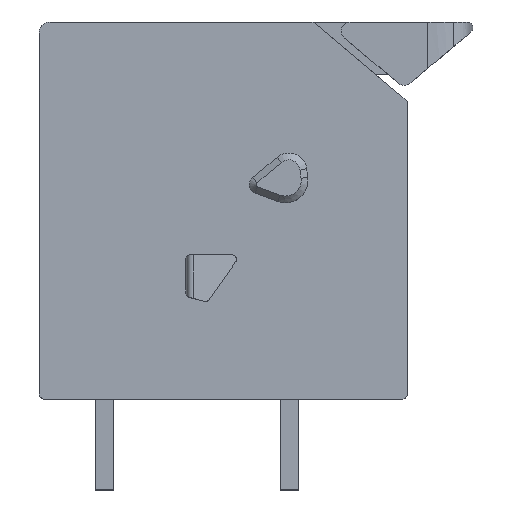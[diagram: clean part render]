
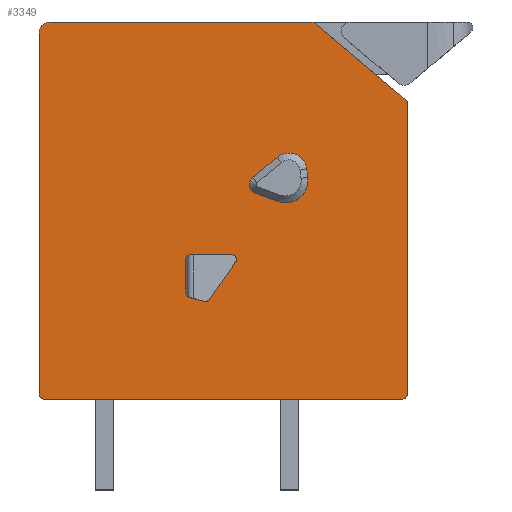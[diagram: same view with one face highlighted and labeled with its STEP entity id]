
A CAD part, top view. The second image highlights one B-rep face of the part: STEP entity #3349.
In plain terms, the highlighted planar face has unit normal (0, 0, 1).
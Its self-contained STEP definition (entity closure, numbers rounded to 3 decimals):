
#54=CIRCLE('',#3515,0.2);
#55=CIRCLE('',#3519,0.2);
#57=CIRCLE('',#3523,0.3);
#58=CIRCLE('',#3524,0.3);
#59=CIRCLE('',#3525,0.3);
#60=CIRCLE('',#3526,0.5);
#61=CIRCLE('',#3527,0.3);
#62=CIRCLE('',#3528,0.2);
#63=CIRCLE('',#3529,0.2);
#64=CIRCLE('',#3530,0.4);
#65=CIRCLE('',#3531,0.8);
#66=CIRCLE('',#3532,1.);
#211=LINE('',#4559,#455);
#240=LINE('',#4654,#484);
#244=LINE('',#4666,#488);
#248=LINE('',#4678,#492);
#250=LINE('',#4684,#494);
#251=LINE('',#4690,#495);
#252=LINE('',#4694,#496);
#253=LINE('',#4698,#497);
#254=LINE('',#4701,#498);
#255=LINE('',#4709,#499);
#256=LINE('',#4713,#500);
#257=LINE('',#4717,#501);
#455=VECTOR('',#3790,1000.);
#484=VECTOR('',#3843,1000.);
#488=VECTOR('',#3855,1000.);
#492=VECTOR('',#3867,1000.);
#494=VECTOR('',#3873,1000.);
#495=VECTOR('',#3878,1000.);
#496=VECTOR('',#3881,1000.);
#497=VECTOR('',#3884,1000.);
#498=VECTOR('',#3887,1000.);
#499=VECTOR('',#3894,1000.);
#500=VECTOR('',#3897,1000.);
#501=VECTOR('',#3900,1000.);
#786=ORIENTED_EDGE('',*,*,#1506,.T.);
#787=ORIENTED_EDGE('',*,*,#1507,.T.);
#788=ORIENTED_EDGE('',*,*,#1449,.T.);
#789=ORIENTED_EDGE('',*,*,#1508,.T.);
#790=ORIENTED_EDGE('',*,*,#1509,.T.);
#791=ORIENTED_EDGE('',*,*,#1510,.T.);
#792=ORIENTED_EDGE('',*,*,#1511,.T.);
#793=ORIENTED_EDGE('',*,*,#1512,.T.);
#794=ORIENTED_EDGE('',*,*,#1513,.T.);
#795=ORIENTED_EDGE('',*,*,#1514,.T.);
#796=ORIENTED_EDGE('',*,*,#1515,.F.);
#797=ORIENTED_EDGE('',*,*,#1516,.F.);
#798=ORIENTED_EDGE('',*,*,#1503,.F.);
#799=ORIENTED_EDGE('',*,*,#1500,.F.);
#800=ORIENTED_EDGE('',*,*,#1497,.F.);
#801=ORIENTED_EDGE('',*,*,#1494,.F.);
#802=ORIENTED_EDGE('',*,*,#1491,.F.);
#803=ORIENTED_EDGE('',*,*,#1517,.F.);
#804=ORIENTED_EDGE('',*,*,#1518,.F.);
#805=ORIENTED_EDGE('',*,*,#1519,.F.);
#806=ORIENTED_EDGE('',*,*,#1520,.F.);
#807=ORIENTED_EDGE('',*,*,#1521,.F.);
#808=ORIENTED_EDGE('',*,*,#1522,.F.);
#809=ORIENTED_EDGE('',*,*,#1523,.F.);
#1449=EDGE_CURVE('',#1805,#1808,#211,.T.);
#1491=EDGE_CURVE('',#1850,#1851,#240,.T.);
#1494=EDGE_CURVE('',#1851,#1853,#54,.T.);
#1497=EDGE_CURVE('',#1853,#1855,#244,.T.);
#1500=EDGE_CURVE('',#1855,#1857,#55,.T.);
#1503=EDGE_CURVE('',#1857,#1859,#248,.T.);
#1506=EDGE_CURVE('',#1861,#1862,#250,.T.);
#1507=EDGE_CURVE('',#1862,#1805,#57,.T.);
#1508=EDGE_CURVE('',#1808,#1863,#58,.T.);
#1509=EDGE_CURVE('',#1863,#1864,#251,.T.);
#1510=EDGE_CURVE('',#1864,#1865,#59,.T.);
#1511=EDGE_CURVE('',#1865,#1866,#252,.T.);
#1512=EDGE_CURVE('',#1866,#1867,#60,.T.);
#1513=EDGE_CURVE('',#1867,#1868,#253,.T.);
#1514=EDGE_CURVE('',#1868,#1861,#61,.T.);
#1515=EDGE_CURVE('',#1869,#1870,#254,.T.);
#1516=EDGE_CURVE('',#1859,#1869,#62,.T.);
#1517=EDGE_CURVE('',#1870,#1850,#63,.T.);
#1518=EDGE_CURVE('',#1871,#1872,#64,.T.);
#1519=EDGE_CURVE('',#1873,#1871,#255,.T.);
#1520=EDGE_CURVE('',#1874,#1873,#65,.T.);
#1521=EDGE_CURVE('',#1875,#1874,#256,.T.);
#1522=EDGE_CURVE('',#1876,#1875,#66,.T.);
#1523=EDGE_CURVE('',#1872,#1876,#257,.T.);
#1805=VERTEX_POINT('',#4553);
#1808=VERTEX_POINT('',#4558);
#1850=VERTEX_POINT('',#4653);
#1851=VERTEX_POINT('',#4655);
#1853=VERTEX_POINT('',#4661);
#1855=VERTEX_POINT('',#4667);
#1857=VERTEX_POINT('',#4673);
#1859=VERTEX_POINT('',#4679);
#1861=VERTEX_POINT('',#4685);
#1862=VERTEX_POINT('',#4686);
#1863=VERTEX_POINT('',#4689);
#1864=VERTEX_POINT('',#4691);
#1865=VERTEX_POINT('',#4693);
#1866=VERTEX_POINT('',#4695);
#1867=VERTEX_POINT('',#4697);
#1868=VERTEX_POINT('',#4699);
#1869=VERTEX_POINT('',#4702);
#1870=VERTEX_POINT('',#4703);
#1871=VERTEX_POINT('',#4707);
#1872=VERTEX_POINT('',#4708);
#1873=VERTEX_POINT('',#4710);
#1874=VERTEX_POINT('',#4712);
#1875=VERTEX_POINT('',#4714);
#1876=VERTEX_POINT('',#4716);
#2029=EDGE_LOOP('',(#786,#787,#788,#789,#790,#791,#792,#793,#794,#795));
#2030=EDGE_LOOP('',(#796,#797,#798,#799,#800,#801,#802,#803));
#2031=EDGE_LOOP('',(#804,#805,#806,#807,#808,#809));
#2171=FACE_BOUND('',#2029,.T.);
#2172=FACE_BOUND('',#2030,.T.);
#2173=FACE_BOUND('',#2031,.T.);
#2307=PLANE('',#3522);
#3349=ADVANCED_FACE('',(#2171,#2172,#2173),#2307,.T.);
#3515=AXIS2_PLACEMENT_3D('',#4660,#3849,#3850);
#3519=AXIS2_PLACEMENT_3D('',#4672,#3861,#3862);
#3522=AXIS2_PLACEMENT_3D('',#4683,#3871,#3872);
#3523=AXIS2_PLACEMENT_3D('',#4687,#3874,#3875);
#3524=AXIS2_PLACEMENT_3D('',#4688,#3876,#3877);
#3525=AXIS2_PLACEMENT_3D('',#4692,#3879,#3880);
#3526=AXIS2_PLACEMENT_3D('',#4696,#3882,#3883);
#3527=AXIS2_PLACEMENT_3D('',#4700,#3885,#3886);
#3528=AXIS2_PLACEMENT_3D('',#4704,#3888,#3889);
#3529=AXIS2_PLACEMENT_3D('',#4705,#3890,#3891);
#3530=AXIS2_PLACEMENT_3D('',#4706,#3892,#3893);
#3531=AXIS2_PLACEMENT_3D('',#4711,#3895,#3896);
#3532=AXIS2_PLACEMENT_3D('',#4715,#3898,#3899);
#3790=DIRECTION('',(0.,1.,0.));
#3843=DIRECTION('',(0.966,-0.259,0.));
#3849=DIRECTION('',(0.,0.,1.));
#3850=DIRECTION('',(1.,0.,0.));
#3855=DIRECTION('',(0.574,0.819,0.));
#3861=DIRECTION('',(0.,0.,1.));
#3862=DIRECTION('',(1.,0.,0.));
#3867=DIRECTION('',(-1.,0.,0.));
#3871=DIRECTION('',(0.,0.,1.));
#3872=DIRECTION('',(1.,0.,0.));
#3873=DIRECTION('',(1.,0.,0.));
#3874=DIRECTION('',(0.,0.,1.));
#3875=DIRECTION('',(1.,0.,0.));
#3876=DIRECTION('',(0.,0.,1.));
#3877=DIRECTION('',(1.,0.,0.));
#3878=DIRECTION('',(-0.766,0.643,0.));
#3879=DIRECTION('',(0.,0.,1.));
#3880=DIRECTION('',(1.,0.,0.));
#3881=DIRECTION('',(-1.,0.,0.));
#3882=DIRECTION('',(0.,0.,1.));
#3883=DIRECTION('',(1.,0.,0.));
#3884=DIRECTION('',(0.,-1.,0.));
#3885=DIRECTION('',(0.,0.,1.));
#3886=DIRECTION('',(1.,0.,0.));
#3887=DIRECTION('',(0.,-1.,0.));
#3888=DIRECTION('',(0.,0.,1.));
#3889=DIRECTION('',(1.,0.,0.));
#3890=DIRECTION('',(0.,0.,1.));
#3891=DIRECTION('',(1.,0.,0.));
#3892=DIRECTION('',(0.,0.,1.));
#3893=DIRECTION('',(1.,0.,0.));
#3894=DIRECTION('',(-0.77,-0.638,0.));
#3895=DIRECTION('',(0.,0.,1.));
#3896=DIRECTION('',(1.,0.,0.));
#3897=DIRECTION('',(-0.128,0.992,0.));
#3898=DIRECTION('',(0.,0.,1.));
#3899=DIRECTION('',(1.,0.,0.));
#3900=DIRECTION('',(0.939,-0.343,0.));
#4553=CARTESIAN_POINT('',(5.2,0.3,5.));
#4558=CARTESIAN_POINT('',(5.2,13.06,5.));
#4559=CARTESIAN_POINT('',(5.2,0.3,5.));
#4653=CARTESIAN_POINT('',(-4.452,4.515,5.));
#4654=CARTESIAN_POINT('',(-4.452,4.515,5.));
#4655=CARTESIAN_POINT('',(-3.785,4.336,5.));
#4660=CARTESIAN_POINT('',(-3.734,4.529,5.));
#4661=CARTESIAN_POINT('',(-3.57,4.415,5.));
#4666=CARTESIAN_POINT('',(-3.57,4.415,5.));
#4667=CARTESIAN_POINT('',(-2.4,6.085,5.));
#4672=CARTESIAN_POINT('',(-2.564,6.2,5.));
#4673=CARTESIAN_POINT('',(-2.564,6.4,5.));
#4678=CARTESIAN_POINT('',(-2.564,6.4,5.));
#4679=CARTESIAN_POINT('',(-4.4,6.4,5.));
#4683=CARTESIAN_POINT('',(-10.6,16.2,5.));
#4684=CARTESIAN_POINT('',(-10.8,0.,5.));
#4685=CARTESIAN_POINT('',(-10.8,0.,5.));
#4686=CARTESIAN_POINT('',(4.9,0.,5.));
#4687=CARTESIAN_POINT('',(4.9,0.3,5.));
#4688=CARTESIAN_POINT('',(4.9,13.06,5.));
#4689=CARTESIAN_POINT('',(5.093,13.29,5.));
#4690=CARTESIAN_POINT('',(5.093,13.29,5.));
#4691=CARTESIAN_POINT('',(1.113,16.63,5.));
#4692=CARTESIAN_POINT('',(0.92,16.4,5.));
#4693=CARTESIAN_POINT('',(0.92,16.7,5.));
#4694=CARTESIAN_POINT('',(0.92,16.7,5.));
#4695=CARTESIAN_POINT('',(-10.6,16.7,5.));
#4696=CARTESIAN_POINT('',(-10.6,16.2,5.));
#4697=CARTESIAN_POINT('',(-11.1,16.2,5.));
#4698=CARTESIAN_POINT('',(-11.1,16.2,5.));
#4699=CARTESIAN_POINT('',(-11.1,0.3,5.));
#4700=CARTESIAN_POINT('',(-10.8,0.3,5.));
#4701=CARTESIAN_POINT('',(-4.6,6.2,5.));
#4702=CARTESIAN_POINT('',(-4.6,6.2,5.));
#4703=CARTESIAN_POINT('',(-4.6,4.708,5.));
#4704=CARTESIAN_POINT('',(-4.4,6.2,5.));
#4705=CARTESIAN_POINT('',(-4.4,4.708,5.));
#4706=CARTESIAN_POINT('',(-1.4,9.5,5.));
#4707=CARTESIAN_POINT('',(-1.655,9.808,5.));
#4708=CARTESIAN_POINT('',(-1.537,9.124,5.));
#4709=CARTESIAN_POINT('',(-0.561,10.716,5.));
#4710=CARTESIAN_POINT('',(-0.561,10.716,5.));
#4711=CARTESIAN_POINT('',(-0.05,10.1,5.));
#4712=CARTESIAN_POINT('',(0.743,10.202,5.));
#4713=CARTESIAN_POINT('',(0.792,9.828,5.));
#4714=CARTESIAN_POINT('',(0.792,9.828,5.));
#4715=CARTESIAN_POINT('',(-0.2,9.7,5.));
#4716=CARTESIAN_POINT('',(-0.543,8.761,5.));
#4717=CARTESIAN_POINT('',(-1.537,9.124,5.));
